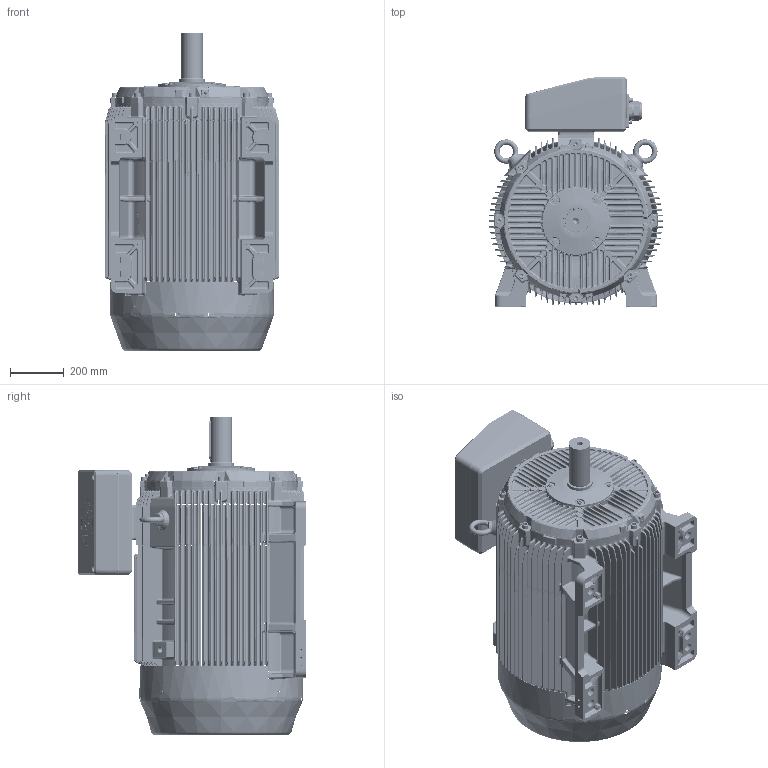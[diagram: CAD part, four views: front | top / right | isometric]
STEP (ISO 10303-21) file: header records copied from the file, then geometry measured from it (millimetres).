
FILE_DESCRIPTION(/* description */ (''),/* implementation_level */ '2;1');
FILE_NAME(/* name */ '6441239xx-AA-DIS GORUNUS QHG 315L-4 B3 KI TK-T.stp',/* time_stamp */ '2023-06-12T11:56:24+03:00',/* author */ (''),/* organization */ (''),/* preprocessor_version */ 'ST-DEVELOPER v16',/* originating_system */ 'SIEMENS PLM Software NX 11.0',/* authorisation */ '');
FILE_SCHEMA (('AUTOMOTIVE_DESIGN { 1 0 10303 214 3 1 1 1 }'));
Length unit declared in the file: millimetre
Products named in the file (1): 26009910674F4pz6
Bounding box: 645 x 846.93 x 1180 mm (x, y, z)
Surface area: 7669155.5 mm2 (no closed solid volume)
Topology: 0 solids, 146 shells, 8526 faces, 30214 edges, 20121 vertices
Faces by surface type: plane 3301, bspline 1970, cylinder 1824, cone 581, torus 458, sphere 392
Full cylindrical faces by diameter (mm): 4 x1, 5.3 x1, 8 x1, 8.5 x5, 8.8 x2, 9 x2, 10 x6, 12 x2, 12.1 x1, 16 x12, 20 x16, 21 x2, 24 x8, 44 x2, 44.4 x2, 44.5 x1, 47.7 x1, 50 x2, 64.8 x2, 69.4 x1, 70 x1, 79.4 x1, 80 x1, 95 x2, 604 x1, 607 x1
Entity records: 387196 total; most frequent: CARTESIAN_POINT 125762, ORIENTED_EDGE 47888, DIRECTION 43399, EDGE_CURVE 29541, VERTEX_POINT 20068, LINE 16123, VECTOR 16123, AXIS2_PLACEMENT_3D 13638
